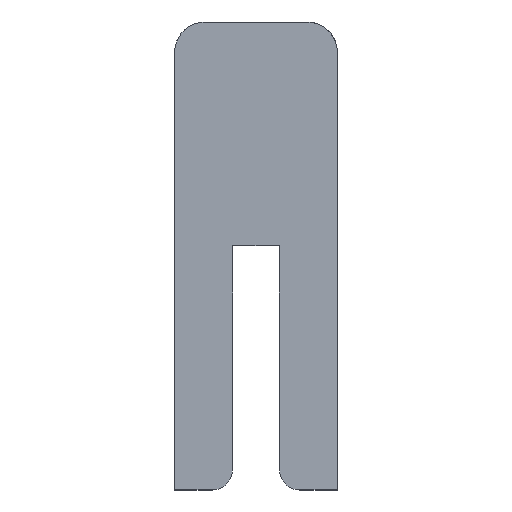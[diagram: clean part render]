
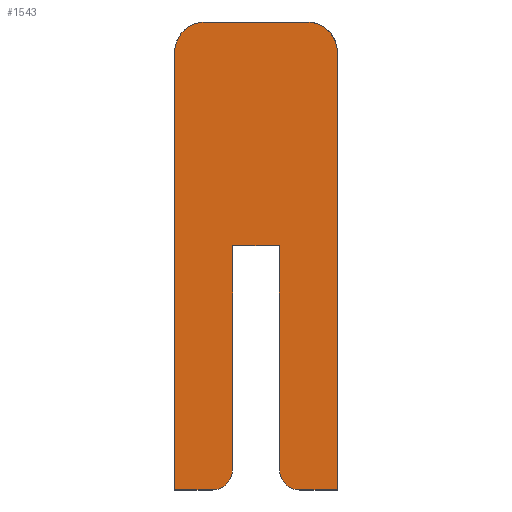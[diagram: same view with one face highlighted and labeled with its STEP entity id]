
A CAD part, front view. The second image highlights one B-rep face of the part: STEP entity #1543.
In plain terms, the highlighted planar face has unit normal (0, -1, 0).
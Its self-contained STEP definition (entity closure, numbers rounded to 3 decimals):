
#10 = DIRECTION ( 'NONE',  ( -1., 0., 0. ) ) ;
#22 = AXIS2_PLACEMENT_3D ( 'NONE', #1702, #1685, #1680 ) ;
#30 = CARTESIAN_POINT ( 'NONE',  ( -4., -50., -12. ) ) ;
#33 = AXIS2_PLACEMENT_3D ( 'NONE', #1586, #1388, #1385 ) ;
#66 = CARTESIAN_POINT ( 'NONE',  ( 2.5, -50., 9.5 ) ) ;
#68 = ORIENTED_EDGE ( 'NONE', *, *, #1462, .T. ) ;
#84 = DIRECTION ( 'NONE',  ( 0., -1., 0. ) ) ;
#127 = ORIENTED_EDGE ( 'NONE', *, *, #1931, .F. ) ;
#138 = VECTOR ( 'NONE', #1688, 1000. ) ;
#140 = CARTESIAN_POINT ( 'NONE',  ( -4., -50., 9.5 ) ) ;
#164 = LINE ( 'NONE', #2159, #138 ) ;
#186 = DIRECTION ( 'NONE',  ( 1., 0., 0. ) ) ;
#188 = CIRCLE ( 'NONE', #1290, 1.5 ) ;
#196 = CARTESIAN_POINT ( 'NONE',  ( 2.15, -50., -11. ) ) ;
#220 = CARTESIAN_POINT ( 'NONE',  ( -1.15, -50., -11. ) ) ;
#237 = ORIENTED_EDGE ( 'NONE', *, *, #1276, .F. ) ;
#250 = VERTEX_POINT ( 'NONE', #603 ) ;
#366 = VERTEX_POINT ( 'NONE', #1794 ) ;
#378 = EDGE_LOOP ( 'NONE', ( #725, #1391, #1413, #1207, #437, #1746, #1599, #127, #557, #1235, #237, #68 ) ) ;
#401 = DIRECTION ( 'NONE',  ( 0., 0., 1. ) ) ;
#430 = AXIS2_PLACEMENT_3D ( 'NONE', #196, #1451, #1272 ) ;
#437 = ORIENTED_EDGE ( 'NONE', *, *, #2223, .F. ) ;
#452 = VERTEX_POINT ( 'NONE', #689 ) ;
#483 = VERTEX_POINT ( 'NONE', #661 ) ;
#513 = DIRECTION ( 'NONE',  ( -1., 0., 0. ) ) ;
#530 = VERTEX_POINT ( 'NONE', #1080 ) ;
#557 = ORIENTED_EDGE ( 'NONE', *, *, #932, .F. ) ;
#574 = CARTESIAN_POINT ( 'NONE',  ( -4., -50., 11. ) ) ;
#603 = CARTESIAN_POINT ( 'NONE',  ( 4., -50., 9.5 ) ) ;
#644 = VECTOR ( 'NONE', #2051, 1000. ) ;
#659 = CIRCLE ( 'NONE', #22, 1. ) ;
#661 = CARTESIAN_POINT ( 'NONE',  ( 2.15, -50., -12. ) ) ;
#678 = VERTEX_POINT ( 'NONE', #2050 ) ;
#689 = CARTESIAN_POINT ( 'NONE',  ( -1.15, -50., -11. ) ) ;
#692 = CARTESIAN_POINT ( 'NONE',  ( -4., -50., 11. ) ) ;
#725 = ORIENTED_EDGE ( 'NONE', *, *, #1398, .F. ) ;
#750 = VERTEX_POINT ( 'NONE', #1397 ) ;
#757 = EDGE_CURVE ( 'NONE', #750, #843, #1312, .T. ) ;
#787 = CIRCLE ( 'NONE', #430, 1. ) ;
#799 = CARTESIAN_POINT ( 'NONE',  ( 2.15, -50., -12. ) ) ;
#829 = DIRECTION ( 'NONE',  ( -1., 0., 0. ) ) ;
#843 = VERTEX_POINT ( 'NONE', #140 ) ;
#876 = CARTESIAN_POINT ( 'NONE',  ( -4., -50., -12. ) ) ;
#903 = VERTEX_POINT ( 'NONE', #1981 ) ;
#905 = VERTEX_POINT ( 'NONE', #876 ) ;
#932 = EDGE_CURVE ( 'NONE', #483, #530, #787, .T. ) ;
#994 = LINE ( 'NONE', #692, #644 ) ;
#1080 = CARTESIAN_POINT ( 'NONE',  ( 1.15, -50., -11. ) ) ;
#1103 = AXIS2_PLACEMENT_3D ( 'NONE', #1821, #1878, #1943 ) ;
#1205 = VECTOR ( 'NONE', #10, 1000. ) ;
#1207 = ORIENTED_EDGE ( 'NONE', *, *, #2138, .F. ) ;
#1235 = ORIENTED_EDGE ( 'NONE', *, *, #1751, .F. ) ;
#1236 = CARTESIAN_POINT ( 'NONE',  ( -1.15, -50., 0. ) ) ;
#1241 = EDGE_CURVE ( 'NONE', #1947, #452, #1756, .T. ) ;
#1272 = DIRECTION ( 'NONE',  ( 1., 0., 0. ) ) ;
#1276 = EDGE_CURVE ( 'NONE', #250, #903, #1833, .T. ) ;
#1290 = AXIS2_PLACEMENT_3D ( 'NONE', #66, #84, #186 ) ;
#1312 = CIRCLE ( 'NONE', #1103, 1.5 ) ;
#1356 = EDGE_CURVE ( 'NONE', #366, #1947, #1504, .T. ) ;
#1385 = DIRECTION ( 'NONE',  ( 1., 0., 0. ) ) ;
#1388 = DIRECTION ( 'NONE',  ( 0., 1., 0. ) ) ;
#1391 = ORIENTED_EDGE ( 'NONE', *, *, #757, .T. ) ;
#1397 = CARTESIAN_POINT ( 'NONE',  ( -2.5, -50., 11. ) ) ;
#1398 = EDGE_CURVE ( 'NONE', #750, #678, #994, .T. ) ;
#1413 = ORIENTED_EDGE ( 'NONE', *, *, #2091, .F. ) ;
#1448 = PLANE ( 'NONE',  #33 ) ;
#1451 = DIRECTION ( 'NONE',  ( 0., 1., 0. ) ) ;
#1462 = EDGE_CURVE ( 'NONE', #250, #678, #188, .T. ) ;
#1477 = VECTOR ( 'NONE', #513, 1000. ) ;
#1504 = LINE ( 'NONE', #1236, #1477 ) ;
#1508 = VECTOR ( 'NONE', #829, 1000. ) ;
#1543 = ADVANCED_FACE ( 'NONE', ( #1652 ), #1448, .F. ) ;
#1555 = VECTOR ( 'NONE', #2048, 1000. ) ;
#1576 = DIRECTION ( 'NONE',  ( 0., 0., -1. ) ) ;
#1586 = CARTESIAN_POINT ( 'NONE',  ( 2.15, -50., -11. ) ) ;
#1599 = ORIENTED_EDGE ( 'NONE', *, *, #1356, .F. ) ;
#1652 = FACE_OUTER_BOUND ( 'NONE', #378, .T. ) ;
#1655 = VERTEX_POINT ( 'NONE', #1829 ) ;
#1680 = DIRECTION ( 'NONE',  ( -1., 0., 0. ) ) ;
#1685 = DIRECTION ( 'NONE',  ( 0., 1., 0. ) ) ;
#1688 = DIRECTION ( 'NONE',  ( 0., 0., 1. ) ) ;
#1697 = VECTOR ( 'NONE', #1576, 1000. ) ;
#1702 = CARTESIAN_POINT ( 'NONE',  ( -2.15, -50., -11. ) ) ;
#1723 = CARTESIAN_POINT ( 'NONE',  ( -1.15, -50., 0. ) ) ;
#1746 = ORIENTED_EDGE ( 'NONE', *, *, #1241, .F. ) ;
#1751 = EDGE_CURVE ( 'NONE', #903, #483, #2206, .T. ) ;
#1756 = LINE ( 'NONE', #220, #1697 ) ;
#1762 = CARTESIAN_POINT ( 'NONE',  ( 4., -50., 11. ) ) ;
#1794 = CARTESIAN_POINT ( 'NONE',  ( 1.15, -50., 0. ) ) ;
#1821 = CARTESIAN_POINT ( 'NONE',  ( -2.5, -50., 9.5 ) ) ;
#1829 = CARTESIAN_POINT ( 'NONE',  ( -2.15, -50., -12. ) ) ;
#1833 = LINE ( 'NONE', #1762, #1555 ) ;
#1878 = DIRECTION ( 'NONE',  ( 0., -1., 0. ) ) ;
#1931 = EDGE_CURVE ( 'NONE', #530, #366, #164, .T. ) ;
#1943 = DIRECTION ( 'NONE',  ( 1., 0., 0. ) ) ;
#1947 = VERTEX_POINT ( 'NONE', #1723 ) ;
#1981 = CARTESIAN_POINT ( 'NONE',  ( 4., -50., -12. ) ) ;
#1987 = LINE ( 'NONE', #574, #2033 ) ;
#2033 = VECTOR ( 'NONE', #401, 1000. ) ;
#2048 = DIRECTION ( 'NONE',  ( 0., 0., -1. ) ) ;
#2050 = CARTESIAN_POINT ( 'NONE',  ( 2.5, -50., 11. ) ) ;
#2051 = DIRECTION ( 'NONE',  ( 1., 0., 0. ) ) ;
#2091 = EDGE_CURVE ( 'NONE', #905, #843, #1987, .T. ) ;
#2138 = EDGE_CURVE ( 'NONE', #1655, #905, #2176, .T. ) ;
#2159 = CARTESIAN_POINT ( 'NONE',  ( 1.15, -50., -11. ) ) ;
#2176 = LINE ( 'NONE', #30, #1205 ) ;
#2206 = LINE ( 'NONE', #799, #1508 ) ;
#2223 = EDGE_CURVE ( 'NONE', #452, #1655, #659, .T. ) ;
